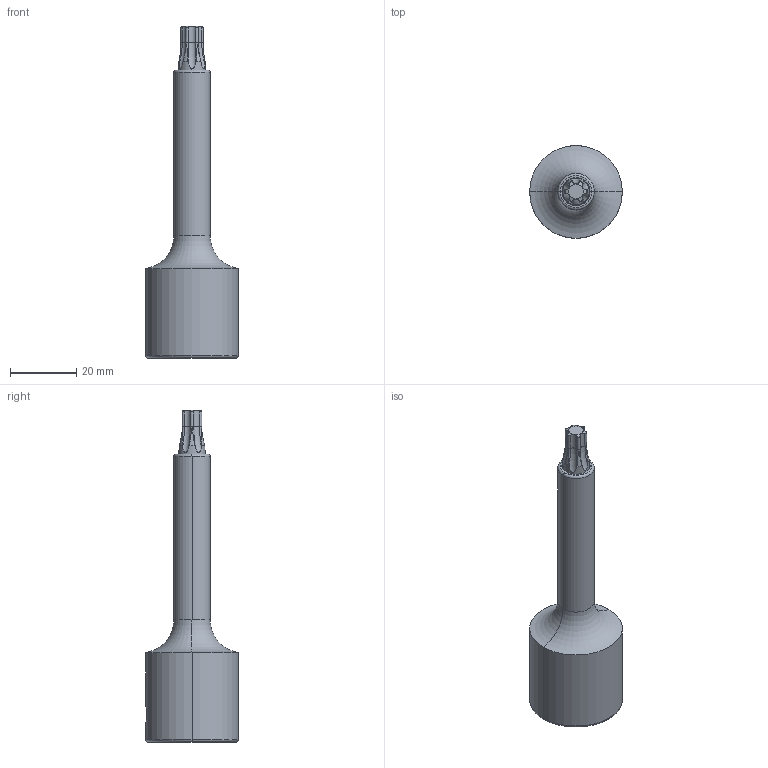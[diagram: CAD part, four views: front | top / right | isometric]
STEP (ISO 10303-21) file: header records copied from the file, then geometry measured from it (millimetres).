
FILE_DESCRIPTION((''),'2;1');
FILE_NAME('4027135640_ASM','2024-01-08T10:31:47',('a00565553'),(''),'CREO PARAMETRIC BY PTC INC, 2022414','CREO PARAMETRIC BY PTC INC, 2022414','');
FILE_SCHEMA(('CONFIG_CONTROL_DESIGN','GEOMETRIC_VALIDATION_PROPERTIES_MIM'));
Length unit declared in the file: millimetre
Products named in the file (3): 4027132740; 4027299337; 4027135640_ASM
Assembly tree (2 placements, depth 2):
  4027135640_ASM
    4027132740
    4027299337
Bounding box: 28 x 28 x 100.3 mm (x, y, z)
Volume: 18551.8 mm3; surface area: 14597.8 mm2
Topology: 2 solids, 2 shells, 105 faces, 267 edges, 164 vertices
Faces by surface type: cylinder 45, torus 37, plane 15, cone 8
Entity records: 4146 total; most frequent: CARTESIAN_POINT 1325, ORIENTED_EDGE 534, DIRECTION 496, EDGE_CURVE 267, AXIS2_PLACEMENT_3D 218, VERTEX_POINT 164, EDGE_LOOP 111, CIRCLE 108
